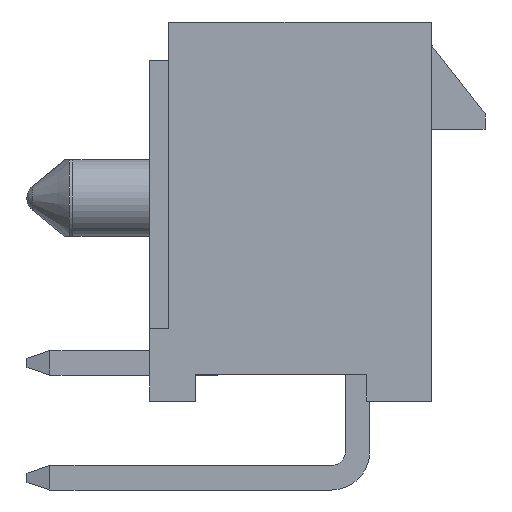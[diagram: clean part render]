
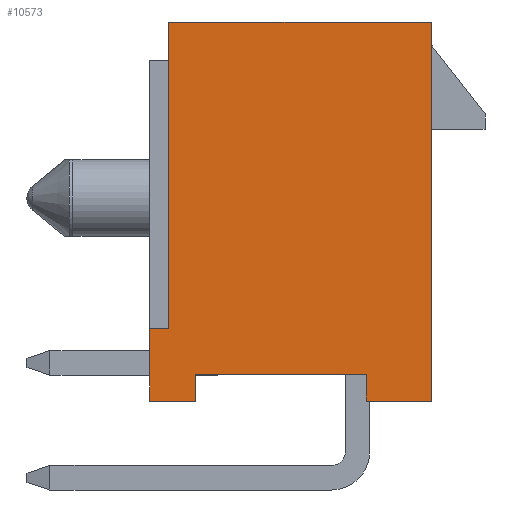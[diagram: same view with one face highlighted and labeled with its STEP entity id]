
A CAD part, left-side view. The second image highlights one B-rep face of the part: STEP entity #10573.
In plain terms, the highlighted planar face has unit normal (-1, 0, 0).
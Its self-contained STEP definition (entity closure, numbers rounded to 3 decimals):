
#1188=ORIENTED_EDGE('',*,*,#4173,.F.);
#1189=ORIENTED_EDGE('',*,*,#4174,.T.);
#1190=ORIENTED_EDGE('',*,*,#3937,.T.);
#1191=ORIENTED_EDGE('',*,*,#3838,.T.);
#1192=ORIENTED_EDGE('',*,*,#3831,.T.);
#1193=ORIENTED_EDGE('',*,*,#4163,.T.);
#1194=ORIENTED_EDGE('',*,*,#4049,.T.);
#1195=ORIENTED_EDGE('',*,*,#4175,.F.);
#1196=ORIENTED_EDGE('',*,*,#4176,.T.);
#1197=ORIENTED_EDGE('',*,*,#4026,.T.);
#3831=EDGE_CURVE('',#5320,#5319,#6370,.T.);
#3838=EDGE_CURVE('',#5326,#5320,#6377,.T.);
#3937=EDGE_CURVE('',#5412,#5326,#6467,.T.);
#4026=EDGE_CURVE('',#5489,#5488,#6547,.T.);
#4049=EDGE_CURVE('',#5504,#5503,#6570,.T.);
#4163=EDGE_CURVE('',#5319,#5504,#6684,.T.);
#4173=EDGE_CURVE('',#5613,#5488,#6694,.T.);
#4174=EDGE_CURVE('',#5613,#5412,#6695,.T.);
#4175=EDGE_CURVE('',#5614,#5503,#6696,.T.);
#4176=EDGE_CURVE('',#5614,#5489,#6697,.T.);
#5319=VERTEX_POINT('',#15337);
#5320=VERTEX_POINT('',#15339);
#5326=VERTEX_POINT('',#15353);
#5412=VERTEX_POINT('',#15552);
#5488=VERTEX_POINT('',#15734);
#5489=VERTEX_POINT('',#15736);
#5503=VERTEX_POINT('',#15773);
#5504=VERTEX_POINT('',#15775);
#5613=VERTEX_POINT('',#16011);
#5614=VERTEX_POINT('',#16014);
#6370=LINE('',#15338,#7805);
#6377=LINE('',#15352,#7812);
#6467=LINE('',#15555,#7902);
#6547=LINE('',#15735,#7982);
#6570=LINE('',#15774,#8005);
#6684=LINE('',#15997,#8119);
#6694=LINE('',#16010,#8129);
#6695=LINE('',#16012,#8130);
#6696=LINE('',#16013,#8131);
#6697=LINE('',#16015,#8132);
#7805=VECTOR('',#12339,1000.);
#7812=VECTOR('',#12348,1000.);
#7902=VECTOR('',#12472,1000.);
#7982=VECTOR('',#12586,1000.);
#8005=VECTOR('',#12611,1000.);
#8119=VECTOR('',#12727,1000.);
#8129=VECTOR('',#12741,1000.);
#8130=VECTOR('',#12742,1000.);
#8131=VECTOR('',#12743,1000.);
#8132=VECTOR('',#12744,1000.);
#8986=EDGE_LOOP('',(#1188,#1189,#1190,#1191,#1192,#1193,#1194,#1195,#1196,
#1197));
#9559=FACE_BOUND('',#8986,.T.);
#10101=PLANE('',#11191);
#10573=ADVANCED_FACE('',(#9559),#10101,.T.);
#11191=AXIS2_PLACEMENT_3D('',#16009,#12739,#12740);
#12339=DIRECTION('',(0.,0.,1.));
#12348=DIRECTION('',(0.,-1.,0.));
#12472=DIRECTION('',(0.,0.,-1.));
#12586=DIRECTION('',(0.,-1.,0.));
#12611=DIRECTION('',(0.,0.,-1.));
#12727=DIRECTION('',(0.,1.,0.));
#12739=DIRECTION('',(-1.,0.,0.));
#12740=DIRECTION('',(0.,0.,1.));
#12741=DIRECTION('',(0.,0.,-1.));
#12742=DIRECTION('',(0.,-1.,0.));
#12743=DIRECTION('',(0.,-1.,0.));
#12744=DIRECTION('',(0.,0.,-1.));
#15337=CARTESIAN_POINT('',(-18.35,-3.43,4.95));
#15338=CARTESIAN_POINT('',(-18.35,-3.43,-4.95));
#15339=CARTESIAN_POINT('',(-18.35,-3.43,-4.95));
#15352=CARTESIAN_POINT('',(-18.35,3.43,-4.95));
#15353=CARTESIAN_POINT('',(-18.35,-1.73,-4.95));
#15552=CARTESIAN_POINT('',(-18.35,-1.73,-4.25));
#15555=CARTESIAN_POINT('',(-18.35,-1.73,-3.95));
#15734=CARTESIAN_POINT('',(-18.35,2.73,-4.95));
#15735=CARTESIAN_POINT('',(-18.35,3.43,-4.95));
#15736=CARTESIAN_POINT('',(-18.35,3.93,-4.95));
#15773=CARTESIAN_POINT('',(-18.35,3.43,-3.05));
#15774=CARTESIAN_POINT('',(-18.35,3.43,4.95));
#15775=CARTESIAN_POINT('',(-18.35,3.43,4.95));
#15997=CARTESIAN_POINT('',(-18.35,-3.43,4.95));
#16009=CARTESIAN_POINT('',(-18.35,0.,0.));
#16010=CARTESIAN_POINT('',(-18.35,2.73,-3.95));
#16011=CARTESIAN_POINT('',(-18.35,2.73,-4.25));
#16012=CARTESIAN_POINT('',(-18.35,2.73,-4.25));
#16013=CARTESIAN_POINT('',(-18.35,3.93,-3.05));
#16014=CARTESIAN_POINT('',(-18.35,3.93,-3.05));
#16015=CARTESIAN_POINT('',(-18.35,3.93,-3.05));
